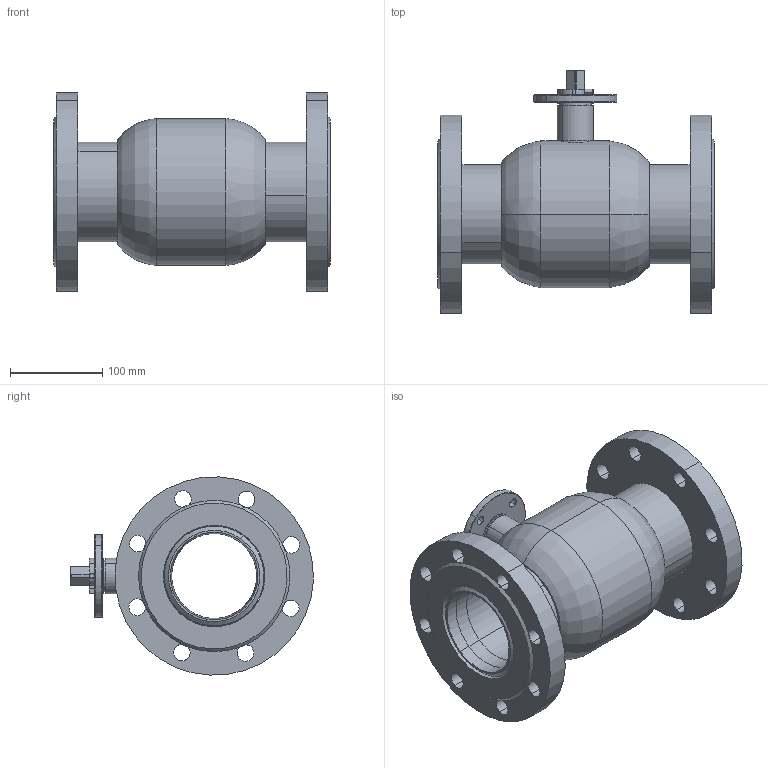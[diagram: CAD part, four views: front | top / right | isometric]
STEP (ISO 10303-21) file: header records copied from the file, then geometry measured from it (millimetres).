
FILE_DESCRIPTION (( 'STEP AP214' ), '1' );
FILE_NAME ('DN100法兰球阀PN16.STEP', '2024-03-31T03:13:21', ( '' ), ( '' ), 'SwSTEP 2.0', 'SolidWorks 2019', '' );
FILE_SCHEMA (( 'AUTOMOTIVE_DESIGN' ));
Length unit declared in the file: millimetre
Products named in the file (8): Q61F-100-3概裝; Q61F-100-16詩种; 80-100攫; 100楊擘1.6; Q61F-100-4傻諉; DN100楊擘⑩概PN16; Q61F-100-5粣杶; Q61F-100-1概极樓馱
Assembly tree (9 placements, depth 2):
  DN100楊擘⑩概PN16
    Q61F-100-1概极樓馱
    Q61F-100-5粣杶
    Q61F-100-3概裝
    Q61F-100-4傻諉  x2
    80-100攫
    Q61F-100-16詩种
    100楊擘1.6  x2
Bounding box: 300 x 262.86 x 214.72 mm (x, y, z)
Volume: 2149963.5 mm3; surface area: 505781.6 mm2
Topology: 9 solids, 9 shells, 221 faces, 544 edges, 338 vertices
Faces by surface type: cylinder 110, plane 73, cone 24, torus 14
Entity records: 6187 total; most frequent: CARTESIAN_POINT 1303, DIRECTION 994, ORIENTED_EDGE 816, AXIS2_PLACEMENT_3D 421, EDGE_CURVE 408, VERTEX_POINT 256, CIRCLE 240, EDGE_LOOP 212
